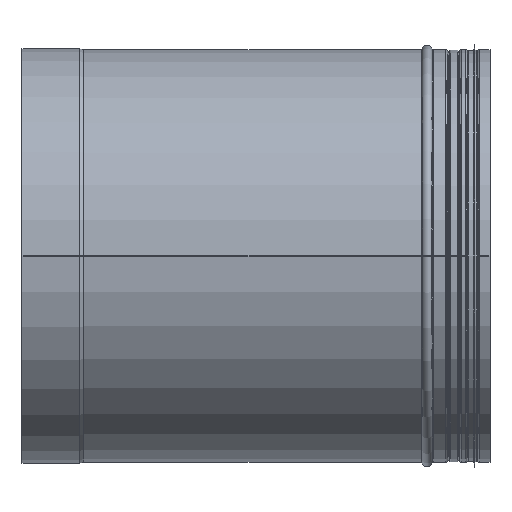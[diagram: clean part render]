
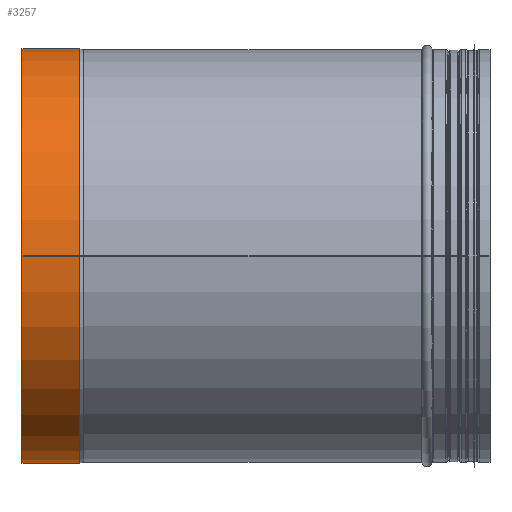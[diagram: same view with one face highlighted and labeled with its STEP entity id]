
A CAD part, left-side view. The second image highlights one B-rep face of the part: STEP entity #3257.
In plain terms, the highlighted cylindrical face has radius 252.6 mm (diameter 505.2 mm), a partial arc.
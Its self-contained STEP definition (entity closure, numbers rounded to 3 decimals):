
#116=CYLINDRICAL_SURFACE('',#3571,252.6);
#304=FACE_OUTER_BOUND('',#534,.T.);
#534=EDGE_LOOP('',(#2287,#2288,#2289,#2290));
#804=CIRCLE('',#3570,252.6);
#805=CIRCLE('',#3572,252.6);
#997=LINE('',#5139,#1184);
#1049=LINE('',#5503,#1236);
#1184=VECTOR('',#4028,69.844);
#1236=VECTOR('',#4286,69.844);
#1373=VERTEX_POINT('',#5132);
#1375=VERTEX_POINT('',#5138);
#1378=VERTEX_POINT('',#5145);
#1431=VERTEX_POINT('',#5498);
#1635=EDGE_CURVE('',#1375,#1373,#997,.T.);
#1740=EDGE_CURVE('',#1431,#1375,#804,.T.);
#1742=EDGE_CURVE('',#1378,#1373,#805,.T.);
#1743=EDGE_CURVE('',#1431,#1378,#1049,.T.);
#2287=ORIENTED_EDGE('',*,*,#1635,.T.);
#2288=ORIENTED_EDGE('',*,*,#1742,.F.);
#2289=ORIENTED_EDGE('',*,*,#1743,.F.);
#2290=ORIENTED_EDGE('',*,*,#1740,.T.);
#3257=ADVANCED_FACE('',(#304),#116,.T.);
#3570=AXIS2_PLACEMENT_3D('',#5499,#4279,#4280);
#3571=AXIS2_PLACEMENT_3D('',#5501,#4282,#4283);
#3572=AXIS2_PLACEMENT_3D('',#5502,#4284,#4285);
#4028=DIRECTION('',(0.,-1.,0.));
#4279=DIRECTION('center_axis',(0.,-1.,0.));
#4280=DIRECTION('ref_axis',(-1.,0.,0.));
#4282=DIRECTION('center_axis',(0.,-1.,0.));
#4283=DIRECTION('ref_axis',(-1.,0.,0.));
#4284=DIRECTION('center_axis',(0.,-1.,0.));
#4285=DIRECTION('ref_axis',(-1.,0.,0.));
#4286=DIRECTION('',(0.,-1.,0.));
#5132=CARTESIAN_POINT('',(-252.6,500.156,0.441));
#5138=CARTESIAN_POINT('',(-252.6,570.,0.441));
#5139=CARTESIAN_POINT('',(-252.6,570.,0.441));
#5145=CARTESIAN_POINT('',(-252.6,500.156,0.));
#5498=CARTESIAN_POINT('',(-252.6,570.,0.));
#5499=CARTESIAN_POINT('Origin',(0.,570.,0.));
#5501=CARTESIAN_POINT('Origin',(0.,13.179,0.));
#5502=CARTESIAN_POINT('Origin',(0.,500.156,0.));
#5503=CARTESIAN_POINT('',(-252.6,570.,0.));
